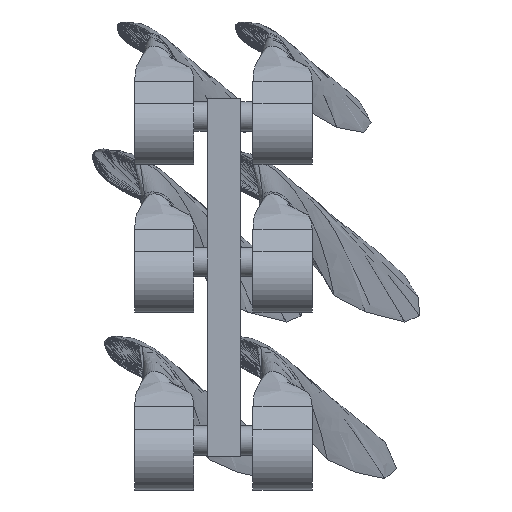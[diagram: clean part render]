
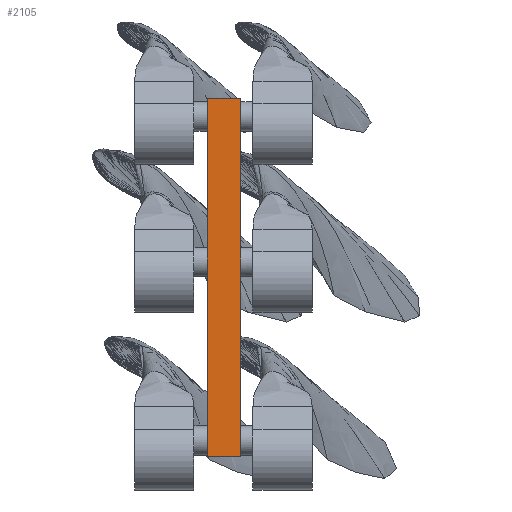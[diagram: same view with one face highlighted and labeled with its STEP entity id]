
A CAD part, front view. The second image highlights one B-rep face of the part: STEP entity #2105.
In plain terms, the highlighted planar face has unit normal (0, -1, 0).
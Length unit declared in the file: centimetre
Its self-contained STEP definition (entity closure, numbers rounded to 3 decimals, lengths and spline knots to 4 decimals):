
#413=VERTEX_POINT('',#2580);
#414=VERTEX_POINT('',#2582);
#415=VERTEX_POINT('',#2586);
#416=VERTEX_POINT('',#2590);
#622=VECTOR('',#2279,1.);
#625=VECTOR('',#2283,1.);
#627=VECTOR('',#2286,1.);
#628=VECTOR('',#2288,1.);
#698=LINE('',#2581,#622);
#701=LINE('',#2587,#625);
#703=LINE('',#2591,#627);
#704=LINE('',#2593,#628);
#777=EDGE_CURVE('',#414,#413,#698,.T.);
#780=EDGE_CURVE('',#413,#415,#701,.T.);
#782=EDGE_CURVE('',#415,#416,#703,.T.);
#783=EDGE_CURVE('',#416,#414,#704,.T.);
#1554=ORIENTED_EDGE('',*,*,#783,.T.);
#1555=ORIENTED_EDGE('',*,*,#777,.T.);
#1556=ORIENTED_EDGE('',*,*,#780,.T.);
#1557=ORIENTED_EDGE('',*,*,#782,.T.);
#1820=EDGE_LOOP('',(#1554,#1555,#1556,#1557));
#1974=FACE_BOUND('',#1820,.T.);
#2105=ADVANCED_FACE('',(#1974),#23042,.F.);
#2230=AXIS2_PLACEMENT_3D('',#16820,#2480,$);
#2279=DIRECTION('',(1.,0.,0.));
#2283=DIRECTION('',(0.,0.,1.));
#2286=DIRECTION('',(-1.,0.,0.));
#2288=DIRECTION('',(0.,0.,-1.));
#2480=DIRECTION('',(0.,1.,0.));
#2580=CARTESIAN_POINT('',(0.7965,0.,-2.5331));
#2581=CARTESIAN_POINT('',(0.4579,0.,-2.5331));
#2582=CARTESIAN_POINT('',(0.4579,0.,-2.5331));
#2586=CARTESIAN_POINT('',(0.7965,0.,1.0987));
#2587=CARTESIAN_POINT('',(0.7965,0.,-2.5331));
#2590=CARTESIAN_POINT('',(0.4579,0.,1.0987));
#2591=CARTESIAN_POINT('',(0.7965,0.,1.0987));
#2593=CARTESIAN_POINT('',(0.4579,0.,1.0987));
#16820=CARTESIAN_POINT('',(0.6289,0.,-2.3708));
#23042=PLANE('',#2230);
